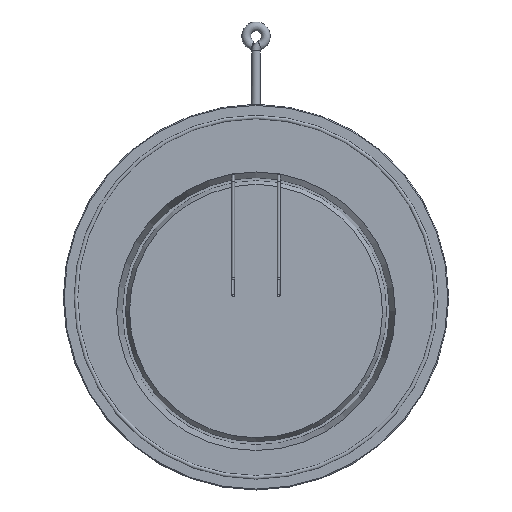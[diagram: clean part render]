
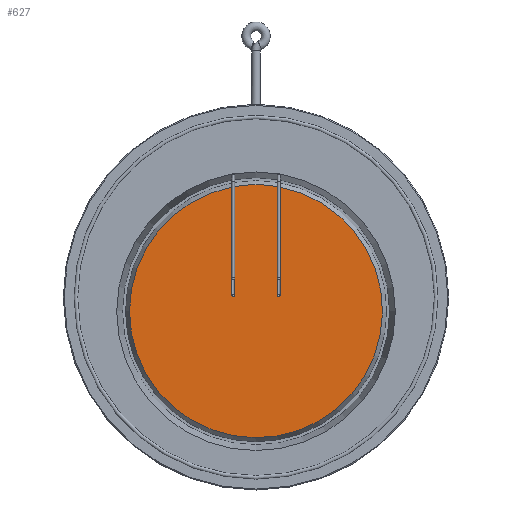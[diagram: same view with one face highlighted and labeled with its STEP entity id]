
A CAD part, top view. The second image highlights one B-rep face of the part: STEP entity #627.
In plain terms, the highlighted planar face has unit normal (0, 0, 1).
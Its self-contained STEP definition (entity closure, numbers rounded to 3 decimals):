
#29 = CARTESIAN_POINT ( 'NONE',  ( -24.167, 2.833, -2.51 ) ) ;
#55 = DIRECTION ( 'NONE',  ( 0., 1., 0. ) ) ;
#70 = ORIENTED_EDGE ( 'NONE', *, *, #792, .F. ) ;
#74 = CARTESIAN_POINT ( 'NONE',  ( -24.167, 126.344, -2.51 ) ) ;
#92 = ORIENTED_EDGE ( 'NONE', *, *, #556, .F. ) ;
#101 = EDGE_CURVE ( 'NONE', #699, #285, #228, .T. ) ;
#210 = AXIS2_PLACEMENT_3D ( 'NONE', #1283, #1357, #1292 ) ;
#228 = CIRCLE ( 'NONE', #1098, 1.833 ) ;
#268 = CARTESIAN_POINT ( 'NONE',  ( -27.833, 125.673, -2.51 ) ) ;
#285 = VERTEX_POINT ( 'NONE', #682 ) ;
#286 = ORIENTED_EDGE ( 'NONE', *, *, #1369, .F. ) ;
#318 = VECTOR ( 'NONE', #55, 1000. ) ;
#342 = EDGE_CURVE ( 'NONE', #490, #503, #973, .T. ) ;
#343 = CARTESIAN_POINT ( 'NONE',  ( 26., 2.833, -2.51 ) ) ;
#345 = DIRECTION ( 'NONE',  ( 0., 0., -1. ) ) ;
#346 = AXIS2_PLACEMENT_3D ( 'NONE', #467, #461, #460 ) ;
#352 = DIRECTION ( 'NONE',  ( 1., 0., 0. ) ) ;
#460 = DIRECTION ( 'NONE',  ( -1., 0., 0. ) ) ;
#461 = DIRECTION ( 'NONE',  ( 0., 0., -1. ) ) ;
#467 = CARTESIAN_POINT ( 'NONE',  ( 0., -16., -2.51 ) ) ;
#478 = CARTESIAN_POINT ( 'NONE',  ( 27.833, 2.833, -2.51 ) ) ;
#487 = AXIS2_PLACEMENT_3D ( 'NONE', #343, #345, #352 ) ;
#490 = VERTEX_POINT ( 'NONE', #1012 ) ;
#491 = ORIENTED_EDGE ( 'NONE', *, *, #101, .T. ) ;
#503 = VERTEX_POINT ( 'NONE', #1031 ) ;
#517 = ORIENTED_EDGE ( 'NONE', *, *, #980, .T. ) ;
#526 = CARTESIAN_POINT ( 'NONE',  ( -26., 2.833, -2.51 ) ) ;
#531 = DIRECTION ( 'NONE',  ( 0., 0., -1. ) ) ;
#532 = DIRECTION ( 'NONE',  ( 1., 0., 0. ) ) ;
#546 = EDGE_CURVE ( 'NONE', #699, #905, #582, .T. ) ;
#554 = CIRCLE ( 'NONE', #210, 144.381 ) ;
#556 = EDGE_CURVE ( 'NONE', #756, #285, #1286, .T. ) ;
#574 = LINE ( 'NONE', #646, #318 ) ;
#582 = LINE ( 'NONE', #1095, #1301 ) ;
#619 = ORIENTED_EDGE ( 'NONE', *, *, #546, .F. ) ;
#627 = ADVANCED_FACE ( 'NONE', ( #890 ), #1257, .T. ) ;
#646 = CARTESIAN_POINT ( 'NONE',  ( 27.833, 1., -2.51 ) ) ;
#667 = VERTEX_POINT ( 'NONE', #1351 ) ;
#668 = ORIENTED_EDGE ( 'NONE', *, *, #342, .F. ) ;
#682 = CARTESIAN_POINT ( 'NONE',  ( -27.833, 2.833, -2.51 ) ) ;
#699 = VERTEX_POINT ( 'NONE', #29 ) ;
#749 = VERTEX_POINT ( 'NONE', #478 ) ;
#756 = VERTEX_POINT ( 'NONE', #268 ) ;
#792 = EDGE_CURVE ( 'NONE', #905, #490, #554, .T. ) ;
#794 = CARTESIAN_POINT ( 'NONE',  ( 24.167, 1., -2.51 ) ) ;
#810 = DIRECTION ( 'NONE',  ( 0., -1., 0. ) ) ;
#852 = VECTOR ( 'NONE', #1135, 1000. ) ;
#870 = EDGE_LOOP ( 'NONE', ( #1195, #517, #668, #70, #619, #491, #92, #286 ) ) ;
#890 = FACE_OUTER_BOUND ( 'NONE', #870, .T. ) ;
#905 = VERTEX_POINT ( 'NONE', #74 ) ;
#928 = VECTOR ( 'NONE', #810, 1000. ) ;
#973 = LINE ( 'NONE', #794, #928 ) ;
#980 = EDGE_CURVE ( 'NONE', #749, #503, #1306, .T. ) ;
#1012 = CARTESIAN_POINT ( 'NONE',  ( 24.167, 126.344, -2.51 ) ) ;
#1031 = CARTESIAN_POINT ( 'NONE',  ( 24.167, 2.833, -2.51 ) ) ;
#1095 = CARTESIAN_POINT ( 'NONE',  ( -24.167, 1., -2.51 ) ) ;
#1098 = AXIS2_PLACEMENT_3D ( 'NONE', #526, #531, #532 ) ;
#1112 = DIRECTION ( 'NONE',  ( 0., 1., 0. ) ) ;
#1115 = CIRCLE ( 'NONE', #346, 144.381 ) ;
#1134 = CARTESIAN_POINT ( 'NONE',  ( -27.833, 1., -2.51 ) ) ;
#1135 = DIRECTION ( 'NONE',  ( 0., -1., 0. ) ) ;
#1191 = AXIS2_PLACEMENT_3D ( 'NONE', #1266, #1221, #1277 ) ;
#1195 = ORIENTED_EDGE ( 'NONE', *, *, #1244, .F. ) ;
#1221 = DIRECTION ( 'NONE',  ( 0., 0., 1. ) ) ;
#1244 = EDGE_CURVE ( 'NONE', #749, #667, #574, .T. ) ;
#1257 = PLANE ( 'NONE',  #1191 ) ;
#1266 = CARTESIAN_POINT ( 'NONE',  ( 0., 128.381, -2.51 ) ) ;
#1277 = DIRECTION ( 'NONE',  ( 1., 0., 0. ) ) ;
#1283 = CARTESIAN_POINT ( 'NONE',  ( 0., -16., -2.51 ) ) ;
#1286 = LINE ( 'NONE', #1134, #852 ) ;
#1292 = DIRECTION ( 'NONE',  ( -1., 0., 0. ) ) ;
#1301 = VECTOR ( 'NONE', #1112, 1000. ) ;
#1306 = CIRCLE ( 'NONE', #487, 1.833 ) ;
#1351 = CARTESIAN_POINT ( 'NONE',  ( 27.833, 125.673, -2.51 ) ) ;
#1357 = DIRECTION ( 'NONE',  ( 0., 0., -1. ) ) ;
#1369 = EDGE_CURVE ( 'NONE', #667, #756, #1115, .T. ) ;
